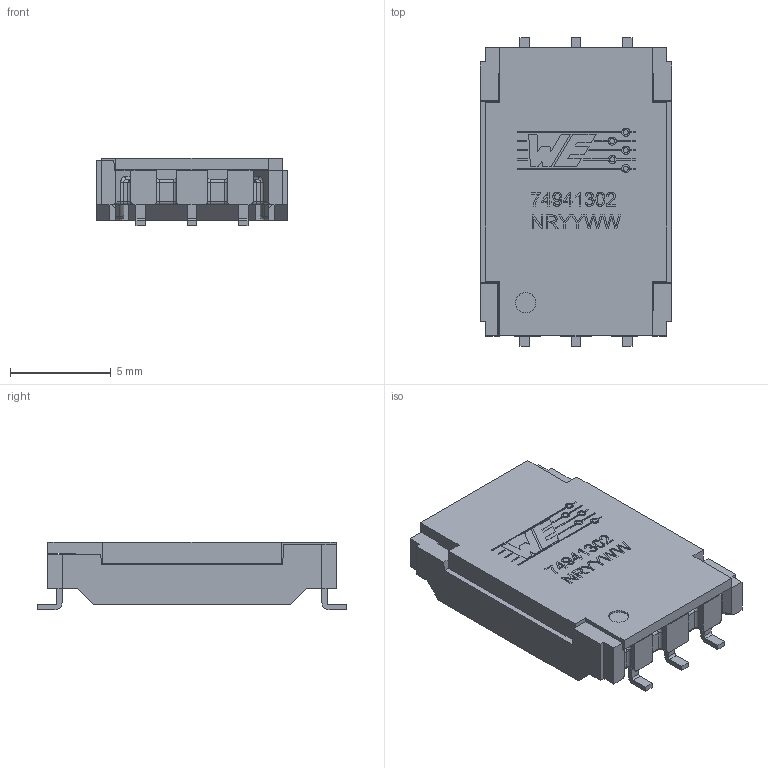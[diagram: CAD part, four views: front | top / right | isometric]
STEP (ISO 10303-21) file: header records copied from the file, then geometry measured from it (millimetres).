
FILE_DESCRIPTION(/* description */ ('Unknown'),/* implementation_level */ '2;1');
FILE_NAME(/* name */ '74941302',/* time_stamp */ '2020-09-02T15:16:46+02:00',/* author */ ('Unknown'),/* organization */ ('Unknown'),/* preprocessor_version */ 'ST-DEVELOPER v16.7',/* originating_system */ 'DEX',/* authorisation */ $);
FILE_SCHEMA (('AUTOMOTIVE_DESIGN {1 0 10303 214 3 1 1}'));
Length unit declared in the file: millimetre
Products named in the file (3): 74941302; base; case
Assembly tree (2 placements, depth 2):
  74941302
    base
    case
Bounding box: 9.5 x 15.3 x 3.35 mm (x, y, z)
Volume: 224.1 mm3; surface area: 856.1 mm2
Topology: 2 solids, 2 shells, 680 faces, 1800 edges, 1161 vertices
Faces by surface type: plane 431, cylinder 136, bspline 69, torus 40, sphere 4
Full cylindrical faces by diameter (mm): 0.25 x5, 1 x1
Entity records: 27299 total; most frequent: CARTESIAN_POINT 6452, ORIENTED_EDGE 3582, DIRECTION 2899, EDGE_CURVE 1791, VERTEX_POINT 1161, LINE 1095, VECTOR 1095, AXIS2_PLACEMENT_3D 902
